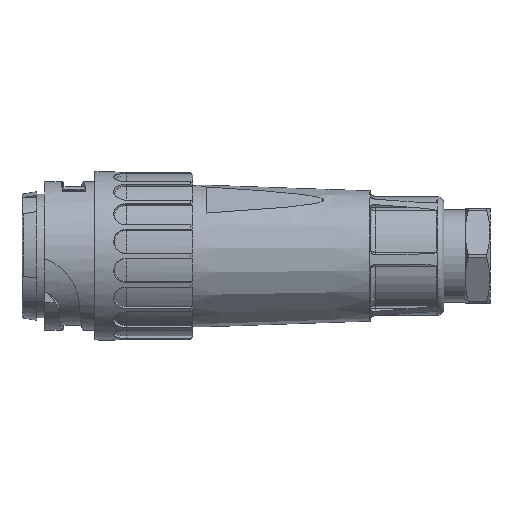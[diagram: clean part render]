
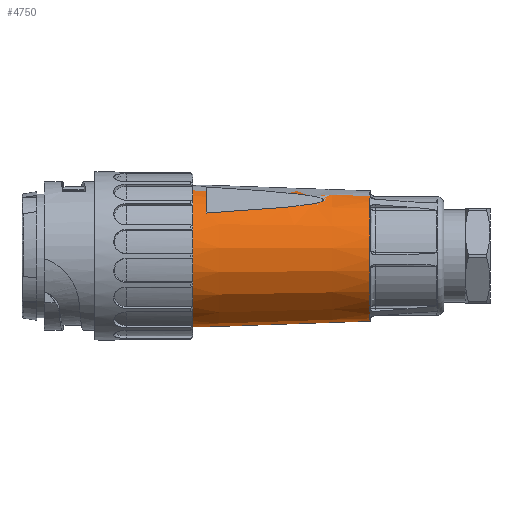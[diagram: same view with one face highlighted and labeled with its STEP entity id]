
A CAD part, left-side view. The second image highlights one B-rep face of the part: STEP entity #4750.
In plain terms, the highlighted conical face has half-angle 2 degrees and reference radius 14.5 mm.
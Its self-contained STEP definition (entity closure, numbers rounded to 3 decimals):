
#2207=FACE_BOUND('',#8237,.T.);
#2208=FACE_BOUND('',#8238,.T.);
#2209=FACE_BOUND('',#8239,.T.);
#2210=FACE_BOUND('',#8240,.T.);
#2497=CONICAL_SURFACE('',#28163,14.5,2.);
#4750=ADVANCED_FACE('',(#2207,#2208,#2209,#2210),#2497,.T.);
#8237=EDGE_LOOP('',(#18236,#18237));
#8238=EDGE_LOOP('',(#18238,#18239));
#8239=EDGE_LOOP('',(#18240));
#8240=EDGE_LOOP('',(#18241));
#8910=B_SPLINE_CURVE_WITH_KNOTS('',3,(#48472,#48473,#48474,#48475,#48476,
#48477,#48478,#48479,#48480,#48481,#48482,#48483,#48484,#48485,#48486,#48487,
#48488,#48489,#48490,#48491,#48492,#48493,#48494,#48495,#48496,#48497),
 .UNSPECIFIED.,.F.,.F.,(4,2,2,2,2,2,2,2,2,2,2,2,4),(0.,0.25,0.375,0.438,
0.469,0.484,0.5,0.516,0.531,0.562,
0.625,0.75,1.),.UNSPECIFIED.);
#8911=B_SPLINE_CURVE_WITH_KNOTS('',3,(#48501,#48502,#48503,#48504,#48505,
#48506,#48507,#48508,#48509,#48510,#48511,#48512,#48513,#48514,#48515,#48516,
#48517,#48518,#48519,#48520,#48521,#48522,#48523,#48524,#48525,#48526),
 .UNSPECIFIED.,.F.,.F.,(4,2,2,2,2,2,2,2,2,2,2,2,4),(0.,0.25,0.375,0.438,
0.469,0.484,0.5,0.516,
0.531,0.562,0.625,0.75,1.),
 .UNSPECIFIED.);
#18236=ORIENTED_EDGE('',*,*,#24158,.F.);
#18237=ORIENTED_EDGE('',*,*,#24159,.F.);
#18238=ORIENTED_EDGE('',*,*,#24160,.F.);
#18239=ORIENTED_EDGE('',*,*,#24161,.F.);
#18240=ORIENTED_EDGE('',*,*,#24143,.T.);
#18241=ORIENTED_EDGE('',*,*,#24157,.F.);
#20806=VERTEX_POINT('',#48429);
#20820=VERTEX_POINT('',#48470);
#20821=VERTEX_POINT('',#48498);
#20822=VERTEX_POINT('',#48499);
#20823=VERTEX_POINT('',#48527);
#20824=VERTEX_POINT('',#48528);
#24143=EDGE_CURVE('',#20806,#20806,#25504,.T.);
#24157=EDGE_CURVE('',#20820,#20820,#25518,.T.);
#24158=EDGE_CURVE('',#20821,#20822,#8910,.T.);
#24159=EDGE_CURVE('',#20822,#20821,#25519,.T.);
#24160=EDGE_CURVE('',#20823,#20824,#8911,.T.);
#24161=EDGE_CURVE('',#20824,#20823,#25520,.T.);
#25504=CIRCLE('',#28132,13.173);
#25518=CIRCLE('',#28159,14.5);
#25519=CIRCLE('',#28161,14.325);
#25520=CIRCLE('',#28162,14.325);
#28132=AXIS2_PLACEMENT_3D('',#48428,#34790,#34791);
#28159=AXIS2_PLACEMENT_3D('',#48469,#34844,#34845);
#28161=AXIS2_PLACEMENT_3D('',#48500,#34848,#34849);
#28162=AXIS2_PLACEMENT_3D('',#48529,#34850,#34851);
#28163=AXIS2_PLACEMENT_3D('',#48530,#34852,#34853);
#34790=DIRECTION('',(-1.,0.,0.));
#34791=DIRECTION('',(0.,0.,1.));
#34844=DIRECTION('',(-1.,0.,0.));
#34845=DIRECTION('',(0.,0.,1.));
#34848=DIRECTION('',(1.,0.,0.));
#34849=DIRECTION('',(0.,0.,1.));
#34850=DIRECTION('',(1.,0.,0.));
#34851=DIRECTION('',(0.,0.,1.));
#34852=DIRECTION('',(-1.,0.,0.));
#34853=DIRECTION('',(0.,0.,1.));
#48428=CARTESIAN_POINT('',(0.006,32.086,0.));
#48429=CARTESIAN_POINT('',(0.006,32.086,13.173));
#48469=CARTESIAN_POINT('',(-37.994,32.086,0.));
#48470=CARTESIAN_POINT('',(-37.994,32.086,14.5));
#48472=CARTESIAN_POINT('',(-32.994,18.586,-4.792));
#48473=CARTESIAN_POINT('',(-28.913,18.586,-4.366));
#48474=CARTESIAN_POINT('',(-24.836,18.586,-3.901));
#48475=CARTESIAN_POINT('',(-18.748,18.586,-3.007));
#48476=CARTESIAN_POINT('',(-16.721,18.586,-2.68));
#48477=CARTESIAN_POINT('',(-13.711,18.586,-2.043));
#48478=CARTESIAN_POINT('',(-12.711,18.586,-1.808));
#48479=CARTESIAN_POINT('',(-11.244,18.586,-1.344));
#48480=CARTESIAN_POINT('',(-10.758,18.586,-1.173));
#48481=CARTESIAN_POINT('',(-10.07,18.586,-0.828));
#48482=CARTESIAN_POINT('',(-9.846,18.586,-0.7));
#48483=CARTESIAN_POINT('',(-9.463,18.586,-0.358));
#48484=CARTESIAN_POINT('',(-9.304,18.586,-0.103));
#48485=CARTESIAN_POINT('',(-9.453,18.586,0.389));
#48486=CARTESIAN_POINT('',(-9.671,18.586,0.562));
#48487=CARTESIAN_POINT('',(-10.097,18.586,0.848));
#48488=CARTESIAN_POINT('',(-10.324,18.586,0.961));
#48489=CARTESIAN_POINT('',(-11.019,18.586,1.27));
#48490=CARTESIAN_POINT('',(-11.503,18.586,1.432));
#48491=CARTESIAN_POINT('',(-12.961,18.586,1.87));
#48492=CARTESIAN_POINT('',(-13.948,18.586,2.097));
#48493=CARTESIAN_POINT('',(-16.923,18.586,2.714));
#48494=CARTESIAN_POINT('',(-18.927,18.586,3.036));
#48495=CARTESIAN_POINT('',(-24.941,18.586,3.913));
#48496=CARTESIAN_POINT('',(-28.965,18.586,4.372));
#48497=CARTESIAN_POINT('',(-32.994,18.586,4.792));
#48498=CARTESIAN_POINT('',(-32.994,18.586,-4.792));
#48499=CARTESIAN_POINT('',(-32.994,18.586,4.792));
#48500=CARTESIAN_POINT('',(-32.994,32.086,0.));
#48501=CARTESIAN_POINT('',(-32.994,45.586,4.792));
#48502=CARTESIAN_POINT('',(-28.913,45.586,4.366));
#48503=CARTESIAN_POINT('',(-24.836,45.586,3.901));
#48504=CARTESIAN_POINT('',(-18.748,45.586,3.007));
#48505=CARTESIAN_POINT('',(-16.721,45.586,2.68));
#48506=CARTESIAN_POINT('',(-13.711,45.586,2.043));
#48507=CARTESIAN_POINT('',(-12.711,45.586,1.808));
#48508=CARTESIAN_POINT('',(-11.244,45.586,1.344));
#48509=CARTESIAN_POINT('',(-10.758,45.586,1.173));
#48510=CARTESIAN_POINT('',(-10.07,45.586,0.828));
#48511=CARTESIAN_POINT('',(-9.846,45.586,0.7));
#48512=CARTESIAN_POINT('',(-9.463,45.586,0.358));
#48513=CARTESIAN_POINT('',(-9.304,45.586,0.103));
#48514=CARTESIAN_POINT('',(-9.453,45.586,-0.389));
#48515=CARTESIAN_POINT('',(-9.671,45.586,-0.562));
#48516=CARTESIAN_POINT('',(-10.097,45.586,-0.848));
#48517=CARTESIAN_POINT('',(-10.324,45.586,-0.961));
#48518=CARTESIAN_POINT('',(-11.019,45.586,-1.27));
#48519=CARTESIAN_POINT('',(-11.503,45.586,-1.432));
#48520=CARTESIAN_POINT('',(-12.961,45.586,-1.87));
#48521=CARTESIAN_POINT('',(-13.948,45.586,-2.097));
#48522=CARTESIAN_POINT('',(-16.923,45.586,-2.714));
#48523=CARTESIAN_POINT('',(-18.927,45.586,-3.036));
#48524=CARTESIAN_POINT('',(-24.941,45.586,-3.913));
#48525=CARTESIAN_POINT('',(-28.965,45.586,-4.372));
#48526=CARTESIAN_POINT('',(-32.994,45.586,-4.792));
#48527=CARTESIAN_POINT('',(-32.994,45.586,4.792));
#48528=CARTESIAN_POINT('',(-32.994,45.586,-4.792));
#48529=CARTESIAN_POINT('',(-32.994,32.086,0.));
#48530=CARTESIAN_POINT('',(-37.994,32.086,0.));
